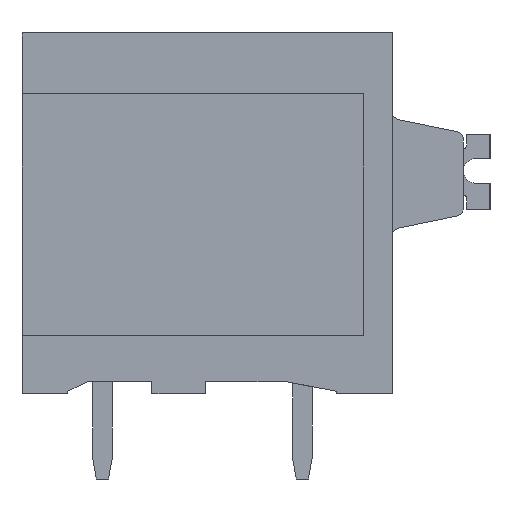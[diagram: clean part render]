
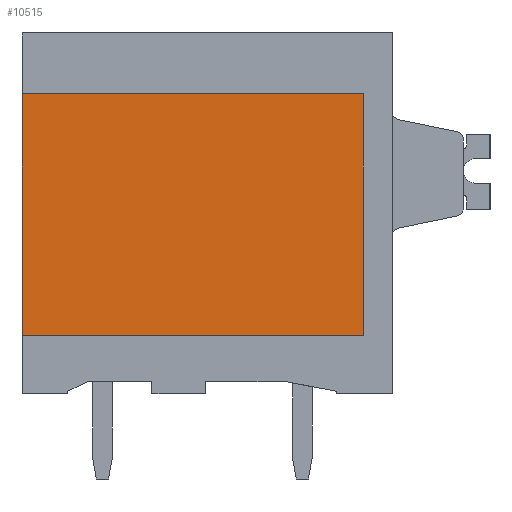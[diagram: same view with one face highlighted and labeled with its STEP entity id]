
A CAD part, left-side view. The second image highlights one B-rep face of the part: STEP entity #10515.
In plain terms, the highlighted planar face has unit normal (-1, 0, 0).
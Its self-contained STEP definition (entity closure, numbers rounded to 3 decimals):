
#4420=AXIS2_PLACEMENT_3D('Plane Axis2P3D',#4417,#4418,#4419) ;
#4417=CARTESIAN_POINT('Axis2P3D Location',(1.1,0.,0.)) ;
#10385=CARTESIAN_POINT('Vertex',(1.1,19.2,5.9)) ;
#10388=CARTESIAN_POINT('Line Origine',(1.1,19.2,10.85)) ;
#10392=CARTESIAN_POINT('Vertex',(1.1,19.2,15.8)) ;
#10465=CARTESIAN_POINT('Vertex',(1.1,5.2,5.9)) ;
#10468=CARTESIAN_POINT('Line Origine',(1.1,12.2,5.9)) ;
#10489=CARTESIAN_POINT('Vertex',(1.1,5.2,15.8)) ;
#10492=CARTESIAN_POINT('Line Origine',(1.1,5.2,10.85)) ;
#10504=CARTESIAN_POINT('Line Origine',(1.1,12.2,15.8)) ;
#4418=DIRECTION('Axis2P3D Direction',(-1.,0.,0.)) ;
#4419=DIRECTION('Axis2P3D XDirection',(0.,-1.,0.)) ;
#10389=DIRECTION('Vector Direction',(0.,0.,1.)) ;
#10469=DIRECTION('Vector Direction',(0.,1.,0.)) ;
#10493=DIRECTION('Vector Direction',(0.,0.,1.)) ;
#10505=DIRECTION('Vector Direction',(0.,1.,0.)) ;
#10390=VECTOR('Line Direction',#10389,1.) ;
#10470=VECTOR('Line Direction',#10469,1.) ;
#10494=VECTOR('Line Direction',#10493,1.) ;
#10506=VECTOR('Line Direction',#10505,1.) ;
#10510=ORIENTED_EDGE('',*,*,#10472,.F.) ;
#10511=ORIENTED_EDGE('',*,*,#10496,.T.) ;
#10512=ORIENTED_EDGE('',*,*,#10508,.T.) ;
#10513=ORIENTED_EDGE('',*,*,#10394,.F.) ;
#10515=ADVANCED_FACE('_LMF 5.00/10/90 3.5SN OR BX 1331790000',(#10514),#4421,.T.) ;
#10394=EDGE_CURVE('',#10386,#10393,#10391,.T.) ;
#10472=EDGE_CURVE('',#10466,#10386,#10471,.T.) ;
#10496=EDGE_CURVE('',#10466,#10490,#10495,.T.) ;
#10508=EDGE_CURVE('',#10490,#10393,#10507,.T.) ;
#10509=EDGE_LOOP('',(#10510,#10511,#10512,#10513)) ;
#10514=FACE_OUTER_BOUND('',#10509,.T.) ;
#10391=LINE('Line',#10388,#10390) ;
#10471=LINE('Line',#10468,#10470) ;
#10495=LINE('Line',#10492,#10494) ;
#10507=LINE('Line',#10504,#10506) ;
#4421=PLANE('',#4420) ;
#10386=VERTEX_POINT('',#10385) ;
#10393=VERTEX_POINT('',#10392) ;
#10466=VERTEX_POINT('',#10465) ;
#10490=VERTEX_POINT('',#10489) ;
